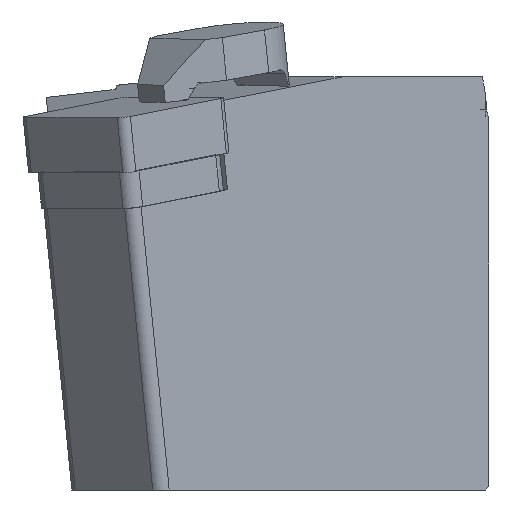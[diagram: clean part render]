
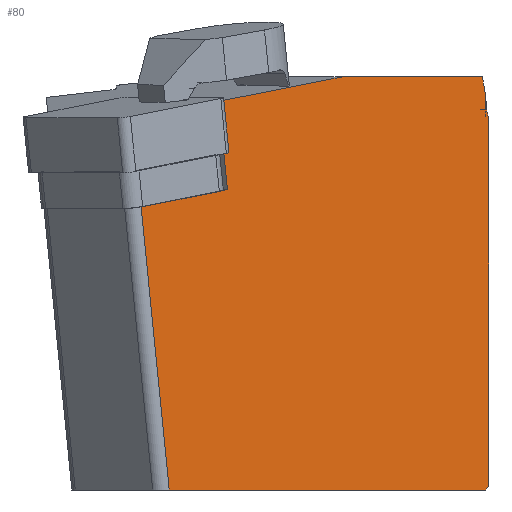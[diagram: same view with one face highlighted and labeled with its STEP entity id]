
A CAD part, left-side view. The second image highlights one B-rep face of the part: STEP entity #80.
In plain terms, the highlighted planar face has unit normal (-0.707, -0.707, 0).
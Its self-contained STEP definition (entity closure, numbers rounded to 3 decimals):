
#63=B_SPLINE_CURVE_WITH_KNOTS('',3,(#1910,#1911,#1912,#1913,#1914,#1915,
#1916),.UNSPECIFIED.,.F.,.F.,(4,3,4),(0.,0.113,1.),
 .UNSPECIFIED.);
#80=ADVANCED_FACE('',(#208),#154,.F.);
#154=PLANE('',#1365);
#208=FACE_OUTER_BOUND('',#283,.T.);
#283=EDGE_LOOP('',(#677,#678,#679,#680,#681,#682,#683,#684,#685,#686,#687,
#688));
#352=LINE('',#1843,#498);
#363=LINE('',#1872,#509);
#376=LINE('',#1900,#522);
#377=LINE('',#1902,#523);
#378=LINE('',#1904,#524);
#379=LINE('',#1906,#525);
#380=LINE('',#1908,#526);
#381=LINE('',#1918,#527);
#382=LINE('',#1920,#528);
#383=LINE('',#1922,#529);
#384=LINE('',#1923,#530);
#498=VECTOR('',#1471,1.);
#509=VECTOR('',#1494,1.);
#522=VECTOR('',#1513,1.);
#523=VECTOR('',#1514,1.);
#524=VECTOR('',#1515,1.);
#525=VECTOR('',#1516,1.);
#526=VECTOR('',#1517,1.);
#527=VECTOR('',#1518,1.);
#528=VECTOR('',#1519,1.);
#529=VECTOR('',#1520,1.);
#530=VECTOR('',#1521,1.);
#677=ORIENTED_EDGE('',*,*,#1165,.T.);
#678=ORIENTED_EDGE('',*,*,#1166,.F.);
#679=ORIENTED_EDGE('',*,*,#1167,.F.);
#680=ORIENTED_EDGE('',*,*,#1168,.F.);
#681=ORIENTED_EDGE('',*,*,#1169,.F.);
#682=ORIENTED_EDGE('',*,*,#1170,.F.);
#683=ORIENTED_EDGE('',*,*,#1171,.F.);
#684=ORIENTED_EDGE('',*,*,#1172,.F.);
#685=ORIENTED_EDGE('',*,*,#1173,.T.);
#686=ORIENTED_EDGE('',*,*,#1151,.F.);
#687=ORIENTED_EDGE('',*,*,#1174,.T.);
#688=ORIENTED_EDGE('',*,*,#1137,.T.);
#1018=VERTEX_POINT('',#1841);
#1020=VERTEX_POINT('',#1844);
#1031=VERTEX_POINT('',#1871);
#1032=VERTEX_POINT('',#1873);
#1044=VERTEX_POINT('',#1901);
#1045=VERTEX_POINT('',#1903);
#1046=VERTEX_POINT('',#1905);
#1047=VERTEX_POINT('',#1907);
#1048=VERTEX_POINT('',#1909);
#1049=VERTEX_POINT('',#1917);
#1050=VERTEX_POINT('',#1919);
#1051=VERTEX_POINT('',#1921);
#1137=EDGE_CURVE('',#1020,#1018,#352,.T.);
#1151=EDGE_CURVE('',#1031,#1032,#363,.T.);
#1165=EDGE_CURVE('',#1018,#1044,#376,.T.);
#1166=EDGE_CURVE('',#1045,#1044,#377,.T.);
#1167=EDGE_CURVE('',#1046,#1045,#378,.T.);
#1168=EDGE_CURVE('',#1047,#1046,#379,.T.);
#1169=EDGE_CURVE('',#1048,#1047,#380,.T.);
#1170=EDGE_CURVE('',#1049,#1048,#63,.T.);
#1171=EDGE_CURVE('',#1050,#1049,#381,.T.);
#1172=EDGE_CURVE('',#1051,#1050,#382,.T.);
#1173=EDGE_CURVE('',#1051,#1032,#383,.T.);
#1174=EDGE_CURVE('',#1031,#1020,#384,.T.);
#1365=AXIS2_PLACEMENT_3D('',#1924,#1522,#1523);
#1471=DIRECTION('',(-0.7,0.7,-0.139));
#1494=DIRECTION('',(0.7,-0.7,0.139));
#1513=DIRECTION('',(-0.7,0.7,-0.139));
#1514=DIRECTION('',(-0.098,0.098,0.99));
#1515=DIRECTION('',(-0.707,0.707,0.));
#1516=DIRECTION('',(-0.577,0.577,-0.577));
#1517=DIRECTION('',(0.,0.,-1.));
#1518=DIRECTION('',(0.087,-0.087,-0.992));
#1519=DIRECTION('',(0.171,-0.171,-0.97));
#1520=DIRECTION('',(-0.707,0.707,0.));
#1521=DIRECTION('',(0.098,-0.098,-0.99));
#1522=DIRECTION('',(0.707,0.707,0.));
#1523=DIRECTION('',(0.707,-0.707,0.));
#1841=CARTESIAN_POINT('',(9.113,22.826,-6.263));
#1843=CARTESIAN_POINT('',(2.066,29.873,-7.663));
#1844=CARTESIAN_POINT('',(9.489,22.45,-6.188));
#1871=CARTESIAN_POINT('',(8.737,23.202,1.378));
#1872=CARTESIAN_POINT('',(1.315,30.625,-0.097));
#1873=CARTESIAN_POINT('',(19.414,12.525,3.5));
#1900=CARTESIAN_POINT('',(2.066,29.873,-7.663));
#1901=CARTESIAN_POINT('',(2.066,29.873,-7.663));
#1902=CARTESIAN_POINT('',(5.221,26.718,-39.411));
#1903=CARTESIAN_POINT('',(4.485,27.454,-32.));
#1904=CARTESIAN_POINT('',(5.221,26.718,-32.));
#1905=CARTESIAN_POINT('',(31.639,0.3,-32.));
#1906=CARTESIAN_POINT('',(11.557,20.382,-52.082));
#1907=CARTESIAN_POINT('',(31.939,0.,-31.7));
#1908=CARTESIAN_POINT('',(31.939,0.,-39.411));
#1909=CARTESIAN_POINT('',(31.939,0.,-0.021));
#1910=CARTESIAN_POINT('',(31.762,0.177,0.64));
#1911=CARTESIAN_POINT('',(31.765,0.175,0.613));
#1912=CARTESIAN_POINT('',(31.768,0.172,0.586));
#1913=CARTESIAN_POINT('',(31.771,0.168,0.559));
#1914=CARTESIAN_POINT('',(31.798,0.141,0.354));
#1915=CARTESIAN_POINT('',(31.86,0.079,0.156));
#1916=CARTESIAN_POINT('',(31.939,0.,-0.021));
#1917=CARTESIAN_POINT('',(31.762,0.177,0.64));
#1918=CARTESIAN_POINT('',(34.813,-2.874,-34.233));
#1919=CARTESIAN_POINT('',(31.639,0.3,2.046));
#1920=CARTESIAN_POINT('',(36.975,-5.036,-28.213));
#1921=CARTESIAN_POINT('',(31.383,0.556,3.5));
#1922=CARTESIAN_POINT('',(5.221,26.718,3.5));
#1923=CARTESIAN_POINT('',(8.013,23.927,8.666));
#1924=CARTESIAN_POINT('',(5.221,26.718,-39.411));
